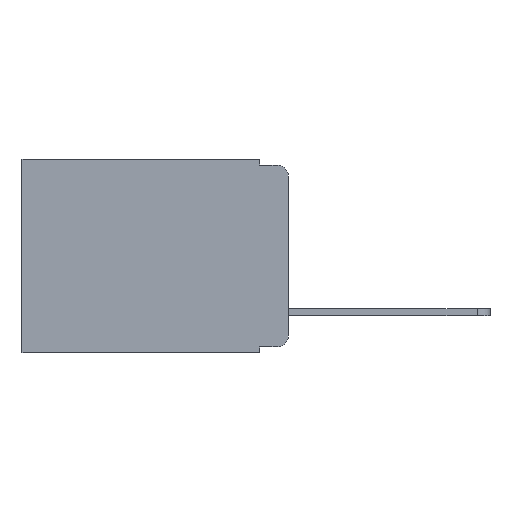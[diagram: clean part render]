
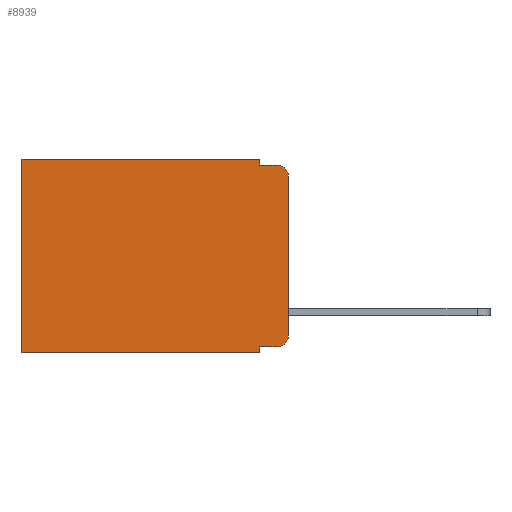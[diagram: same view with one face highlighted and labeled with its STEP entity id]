
A CAD part, left-side view. The second image highlights one B-rep face of the part: STEP entity #8939.
In plain terms, the highlighted planar face has unit normal (-1, 0, 0).
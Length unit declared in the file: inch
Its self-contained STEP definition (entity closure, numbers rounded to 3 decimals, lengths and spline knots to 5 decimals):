
#311 = DIRECTION ( 'NONE',  ( 0., 0., -1. ) ) ;
#519 = DIRECTION ( 'NONE',  ( 0., 0., -1. ) ) ;
#587 = DIRECTION ( 'NONE',  ( 0., 0., -1. ) ) ;
#693 = VECTOR ( 'NONE', #587, 39.37008 ) ;
#731 = VERTEX_POINT ( 'NONE', #6241 ) ;
#733 = EDGE_CURVE ( 'NONE', #1310, #731, #5472, .T. ) ;
#811 = CARTESIAN_POINT ( 'NONE',  ( 0.298, 0.02, -0.03 ) ) ;
#1004 = PLANE ( 'NONE',  #6799 ) ;
#1021 = CIRCLE ( 'NONE', #8044, 0.02 ) ;
#1310 = VERTEX_POINT ( 'NONE', #6750 ) ;
#1529 = DIRECTION ( 'NONE',  ( 0., 0., -1. ) ) ;
#1555 = CARTESIAN_POINT ( 'NONE',  ( 0.298, 0.02, -0.01 ) ) ;
#1593 = DIRECTION ( 'NONE',  ( 0., 1., 0. ) ) ;
#1704 = DIRECTION ( 'NONE',  ( 1., 0., 0. ) ) ;
#1762 = AXIS2_PLACEMENT_3D ( 'NONE', #811, #5825, #1529 ) ;
#1809 = ORIENTED_EDGE ( 'NONE', *, *, #5487, .F. ) ;
#2138 = VECTOR ( 'NONE', #5936, 39.37008 ) ;
#2376 = ORIENTED_EDGE ( 'NONE', *, *, #3779, .F. ) ;
#2490 = ORIENTED_EDGE ( 'NONE', *, *, #733, .F. ) ;
#2582 = LINE ( 'NONE', #4497, #8126 ) ;
#2755 = VECTOR ( 'NONE', #519, 39.37008 ) ;
#2860 = ORIENTED_EDGE ( 'NONE', *, *, #6290, .T. ) ;
#3308 = ORIENTED_EDGE ( 'NONE', *, *, #5699, .T. ) ;
#3389 = DIRECTION ( 'NONE',  ( 0., 0., -1. ) ) ;
#3392 = VERTEX_POINT ( 'NONE', #7852 ) ;
#3466 = VERTEX_POINT ( 'NONE', #1555 ) ;
#3564 = VECTOR ( 'NONE', #4755, 39.37008 ) ;
#3706 = DIRECTION ( 'NONE',  ( 0., -1., 0. ) ) ;
#3779 = EDGE_CURVE ( 'NONE', #4619, #5747, #7746, .T. ) ;
#3798 = VERTEX_POINT ( 'NONE', #8026 ) ;
#3918 = CARTESIAN_POINT ( 'NONE',  ( 0.298, 0., -0.313 ) ) ;
#4180 = FACE_OUTER_BOUND ( 'NONE', #7164, .T. ) ;
#4232 = ORIENTED_EDGE ( 'NONE', *, *, #8231, .T. ) ;
#4312 = CARTESIAN_POINT ( 'NONE',  ( 0.298, 0.02, -0.313 ) ) ;
#4316 = DIRECTION ( 'NONE',  ( -1., 0., 0. ) ) ;
#4362 = VECTOR ( 'NONE', #6925, 39.37008 ) ;
#4497 = CARTESIAN_POINT ( 'NONE',  ( 0.298, 0., 0. ) ) ;
#4543 = LINE ( 'NONE', #9003, #693 ) ;
#4619 = VERTEX_POINT ( 'NONE', #8836 ) ;
#4708 = VERTEX_POINT ( 'NONE', #3918 ) ;
#4755 = DIRECTION ( 'NONE',  ( 0., 1., 0. ) ) ;
#4898 = LINE ( 'NONE', #7362, #2755 ) ;
#5008 = EDGE_CURVE ( 'NONE', #8701, #5854, #7101, .T. ) ;
#5103 = CARTESIAN_POINT ( 'NONE',  ( 0.298, 0.051, -0.333 ) ) ;
#5265 = CARTESIAN_POINT ( 'NONE',  ( 0.298, 0., -0.343 ) ) ;
#5472 = LINE ( 'NONE', #5265, #3564 ) ;
#5487 = EDGE_CURVE ( 'NONE', #8701, #1310, #4898, .T. ) ;
#5699 = EDGE_CURVE ( 'NONE', #3798, #731, #4543, .T. ) ;
#5747 = VERTEX_POINT ( 'NONE', #7329 ) ;
#5825 = DIRECTION ( 'NONE',  ( -1., 0., 0. ) ) ;
#5854 = VERTEX_POINT ( 'NONE', #8956 ) ;
#5936 = DIRECTION ( 'NONE',  ( 0., -1., 0. ) ) ;
#5985 = CARTESIAN_POINT ( 'NONE',  ( 0.298, 0., 0. ) ) ;
#6138 = LINE ( 'NONE', #6569, #2138 ) ;
#6241 = CARTESIAN_POINT ( 'NONE',  ( 0.298, 0.473, -0.343 ) ) ;
#6290 = EDGE_CURVE ( 'NONE', #5854, #4708, #1021, .T. ) ;
#6441 = CARTESIAN_POINT ( 'NONE',  ( 0.298, 0.051, 0. ) ) ;
#6458 = EDGE_CURVE ( 'NONE', #3392, #3466, #8583, .T. ) ;
#6465 = ORIENTED_EDGE ( 'NONE', *, *, #5008, .T. ) ;
#6558 = EDGE_CURVE ( 'NONE', #5747, #3466, #6138, .T. ) ;
#6569 = CARTESIAN_POINT ( 'NONE',  ( 0.298, 0.051, -0.01 ) ) ;
#6646 = DIRECTION ( 'NONE',  ( 0., 0., -1. ) ) ;
#6750 = CARTESIAN_POINT ( 'NONE',  ( 0.298, 0.051, -0.343 ) ) ;
#6799 = AXIS2_PLACEMENT_3D ( 'NONE', #5985, #1704, #6646 ) ;
#6829 = ORIENTED_EDGE ( 'NONE', *, *, #6558, .F. ) ;
#6925 = DIRECTION ( 'NONE',  ( 0., 0., -1. ) ) ;
#7101 = LINE ( 'NONE', #5103, #8714 ) ;
#7164 = EDGE_LOOP ( 'NONE', ( #8065, #8167, #6829, #2376, #4232, #3308, #2490, #1809, #6465, #2860 ) ) ;
#7329 = CARTESIAN_POINT ( 'NONE',  ( 0.298, 0.051, -0.01 ) ) ;
#7360 = VECTOR ( 'NONE', #311, 39.37008 ) ;
#7362 = CARTESIAN_POINT ( 'NONE',  ( 0.298, 0.051, 0. ) ) ;
#7583 = LINE ( 'NONE', #8777, #7360 ) ;
#7746 = LINE ( 'NONE', #6441, #4362 ) ;
#7852 = CARTESIAN_POINT ( 'NONE',  ( 0.298, 0., -0.03 ) ) ;
#8026 = CARTESIAN_POINT ( 'NONE',  ( 0.298, 0.473, 0. ) ) ;
#8044 = AXIS2_PLACEMENT_3D ( 'NONE', #4312, #4316, #3389 ) ;
#8065 = ORIENTED_EDGE ( 'NONE', *, *, #9014, .F. ) ;
#8126 = VECTOR ( 'NONE', #1593, 39.37008 ) ;
#8167 = ORIENTED_EDGE ( 'NONE', *, *, #6458, .T. ) ;
#8231 = EDGE_CURVE ( 'NONE', #4619, #3798, #2582, .T. ) ;
#8424 = CARTESIAN_POINT ( 'NONE',  ( 0.298, 0.051, -0.333 ) ) ;
#8583 = CIRCLE ( 'NONE', #1762, 0.02 ) ;
#8701 = VERTEX_POINT ( 'NONE', #8424 ) ;
#8714 = VECTOR ( 'NONE', #3706, 39.37008 ) ;
#8777 = CARTESIAN_POINT ( 'NONE',  ( 0.298, 0., 0. ) ) ;
#8836 = CARTESIAN_POINT ( 'NONE',  ( 0.298, 0.051, 0. ) ) ;
#8939 = ADVANCED_FACE ( 'NONE', ( #4180 ), #1004, .F. ) ;
#8956 = CARTESIAN_POINT ( 'NONE',  ( 0.298, 0.02, -0.333 ) ) ;
#9003 = CARTESIAN_POINT ( 'NONE',  ( 0.298, 0.473, 0. ) ) ;
#9014 = EDGE_CURVE ( 'NONE', #3392, #4708, #7583, .T. ) ;
